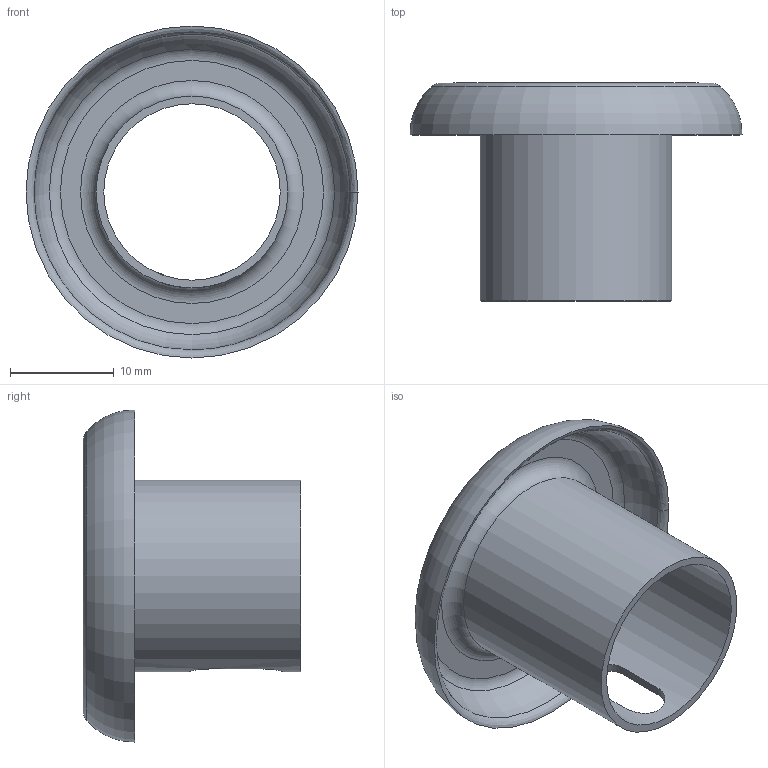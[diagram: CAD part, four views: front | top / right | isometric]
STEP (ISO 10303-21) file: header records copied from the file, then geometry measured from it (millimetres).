
FILE_DESCRIPTION(/* description */ ('MESSINGHÜLSE M00H'),/* implementation_level */ '2;1');
FILE_NAME(/* name */ 'mooh.stp',/* time_stamp */ '2020-04-07T13:55:12+02:00',/* author */ ('meier'),/* organization */ (''),/* preprocessor_version */ 'ST-DEVELOPER v17',/* originating_system */ 'Autodesk Inventor 2018',/* authorisation */ '1435,47 mm^3');
FILE_SCHEMA (('AUTOMOTIVE_DESIGN { 1 0 10303 214 3 1 1 }'));
Length unit declared in the file: millimetre
Products named in the file (1): 20050330B0000000-00
Bounding box: 32 x 21 x 32 mm (x, y, z)
Volume: 1435 mm3; surface area: 3875 mm2
Topology: 1 solids, 1 shells, 17 faces, 51 edges, 37 vertices
Faces by surface type: torus 6, plane 5, cylinder 4, bspline 2
Full cylindrical faces by diameter (mm): 17 x1, 18.5 x1
Entity records: 1190 total; most frequent: CARTESIAN_POINT 661, DIRECTION 108, ORIENTED_EDGE 102, EDGE_CURVE 51, AXIS2_PLACEMENT_3D 49, VERTEX_POINT 37, CIRCLE 33, EDGE_LOOP 22
